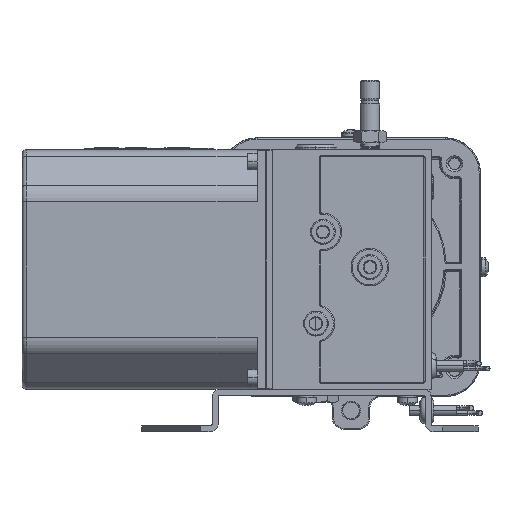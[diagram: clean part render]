
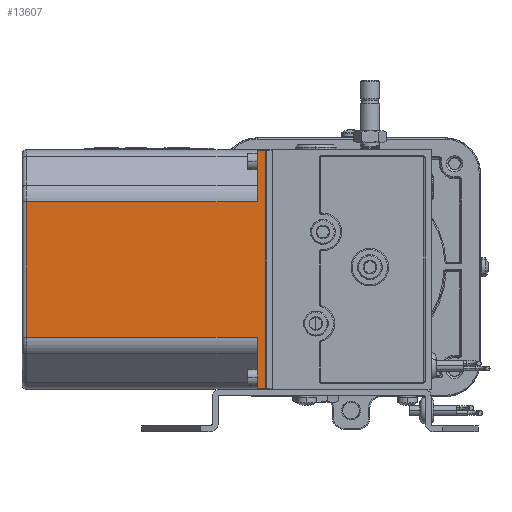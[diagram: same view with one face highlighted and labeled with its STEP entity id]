
A CAD part, front view. The second image highlights one B-rep face of the part: STEP entity #13607.
In plain terms, the highlighted planar face has unit normal (0, -1, 0).
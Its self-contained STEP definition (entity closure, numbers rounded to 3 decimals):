
#357 = CARTESIAN_POINT ( 'NONE',  ( -174., 0., -101.5 ) ) ;
#1738 = LINE ( 'NONE', #103688, #22995 ) ;
#7514 = LINE ( 'NONE', #66584, #158519 ) ;
#7658 = VERTEX_POINT ( 'NONE', #112978 ) ;
#9212 = EDGE_CURVE ( 'NONE', #77682, #88614, #51515, .T. ) ;
#10616 = EDGE_CURVE ( 'NONE', #49672, #7658, #117639, .T. ) ;
#13607 = ADVANCED_FACE ( 'NONE', ( #64105 ), #114722, .F. ) ;
#20790 = VECTOR ( 'NONE', #24247, 1000. ) ;
#22995 = VECTOR ( 'NONE', #128675, 1000. ) ;
#24247 = DIRECTION ( 'NONE',  ( 1., 0., 0. ) ) ;
#24748 = CARTESIAN_POINT ( 'NONE',  ( -174., 0., -0.5 ) ) ;
#26744 = EDGE_CURVE ( 'NONE', #40070, #119513, #70040, .T. ) ;
#26849 = LINE ( 'NONE', #154848, #119799 ) ;
#29388 = LINE ( 'NONE', #106458, #147534 ) ;
#30768 = ORIENTED_EDGE ( 'NONE', *, *, #94195, .T. ) ;
#33288 = VECTOR ( 'NONE', #61007, 1000. ) ;
#35995 = DIRECTION ( 'NONE',  ( 0., 0., -1. ) ) ;
#37880 = CARTESIAN_POINT ( 'NONE',  ( -70.5, 0., -0.5 ) ) ;
#40070 = VERTEX_POINT ( 'NONE', #37880 ) ;
#49672 = VERTEX_POINT ( 'NONE', #137294 ) ;
#51076 = EDGE_CURVE ( 'NONE', #123502, #49672, #65126, .T. ) ;
#51515 = LINE ( 'NONE', #357, #156070 ) ;
#59277 = CARTESIAN_POINT ( 'NONE',  ( -172., 0., -79.858 ) ) ;
#59976 = DIRECTION ( 'NONE',  ( 0., 0., 1. ) ) ;
#61007 = DIRECTION ( 'NONE',  ( -1., 0., 0. ) ) ;
#63662 = ORIENTED_EDGE ( 'NONE', *, *, #127660, .T. ) ;
#64105 = FACE_OUTER_BOUND ( 'NONE', #119978, .T. ) ;
#64436 = DIRECTION ( 'NONE',  ( 0., 1., 0. ) ) ;
#65126 = LINE ( 'NONE', #59277, #125114 ) ;
#66584 = CARTESIAN_POINT ( 'NONE',  ( -74., 0., -102. ) ) ;
#70040 = LINE ( 'NONE', #24748, #33288 ) ;
#74812 = CARTESIAN_POINT ( 'NONE',  ( -70.5, 0., -101.5 ) ) ;
#77682 = VERTEX_POINT ( 'NONE', #96641 ) ;
#85868 = ORIENTED_EDGE ( 'NONE', *, *, #51076, .T. ) ;
#86720 = ORIENTED_EDGE ( 'NONE', *, *, #10616, .T. ) ;
#87917 = AXIS2_PLACEMENT_3D ( 'NONE', #101161, #64436, #138576 ) ;
#88614 = VERTEX_POINT ( 'NONE', #74812 ) ;
#94195 = EDGE_CURVE ( 'NONE', #88614, #40070, #29388, .T. ) ;
#96641 = CARTESIAN_POINT ( 'NONE',  ( -74., 0., -101.5 ) ) ;
#101161 = CARTESIAN_POINT ( 'NONE',  ( -174., 0., -102. ) ) ;
#103688 = CARTESIAN_POINT ( 'NONE',  ( -174., 0., -22.142 ) ) ;
#104979 = EDGE_CURVE ( 'NONE', #7658, #77682, #7514, .T. ) ;
#106458 = CARTESIAN_POINT ( 'NONE',  ( -70.5, 0., -102. ) ) ;
#108213 = ORIENTED_EDGE ( 'NONE', *, *, #104979, .T. ) ;
#110111 = DIRECTION ( 'NONE',  ( 1., 0., 0. ) ) ;
#111284 = CARTESIAN_POINT ( 'NONE',  ( -70.5, 0., -79.858 ) ) ;
#112978 = CARTESIAN_POINT ( 'NONE',  ( -74., 0., -79.858 ) ) ;
#114722 = PLANE ( 'NONE',  #87917 ) ;
#115398 = DIRECTION ( 'NONE',  ( 0., 0., -1. ) ) ;
#117639 = LINE ( 'NONE', #111284, #20790 ) ;
#119513 = VERTEX_POINT ( 'NONE', #140490 ) ;
#119799 = VECTOR ( 'NONE', #115398, 1000. ) ;
#119978 = EDGE_LOOP ( 'NONE', ( #108213, #133629, #30768, #121883, #122510, #63662, #85868, #86720 ) ) ;
#121883 = ORIENTED_EDGE ( 'NONE', *, *, #26744, .T. ) ;
#122184 = CARTESIAN_POINT ( 'NONE',  ( -74., 0., -22.142 ) ) ;
#122510 = ORIENTED_EDGE ( 'NONE', *, *, #129081, .T. ) ;
#123502 = VERTEX_POINT ( 'NONE', #144570 ) ;
#125114 = VECTOR ( 'NONE', #35995, 1000. ) ;
#127660 = EDGE_CURVE ( 'NONE', #132474, #123502, #1738, .T. ) ;
#128675 = DIRECTION ( 'NONE',  ( -1., 0., 0. ) ) ;
#129081 = EDGE_CURVE ( 'NONE', #119513, #132474, #26849, .T. ) ;
#132474 = VERTEX_POINT ( 'NONE', #122184 ) ;
#133629 = ORIENTED_EDGE ( 'NONE', *, *, #9212, .T. ) ;
#137294 = CARTESIAN_POINT ( 'NONE',  ( -172., 0., -79.858 ) ) ;
#138576 = DIRECTION ( 'NONE',  ( 0., 0., -1. ) ) ;
#140205 = DIRECTION ( 'NONE',  ( 0., 0., -1. ) ) ;
#140490 = CARTESIAN_POINT ( 'NONE',  ( -74., 0., -0.5 ) ) ;
#144570 = CARTESIAN_POINT ( 'NONE',  ( -172., 0., -22.142 ) ) ;
#147534 = VECTOR ( 'NONE', #59976, 1000. ) ;
#154848 = CARTESIAN_POINT ( 'NONE',  ( -74., 0., -102. ) ) ;
#156070 = VECTOR ( 'NONE', #110111, 1000. ) ;
#158519 = VECTOR ( 'NONE', #140205, 1000. ) ;
